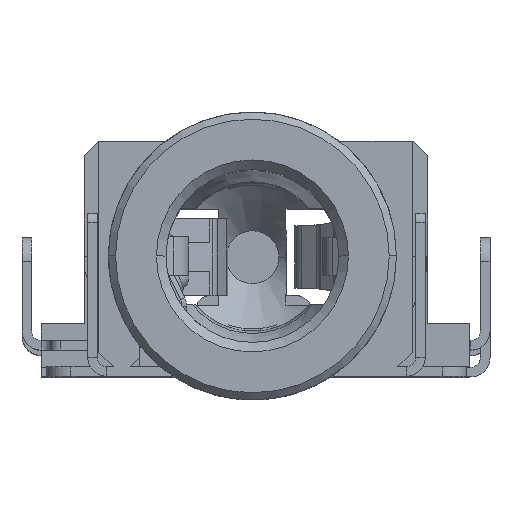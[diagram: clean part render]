
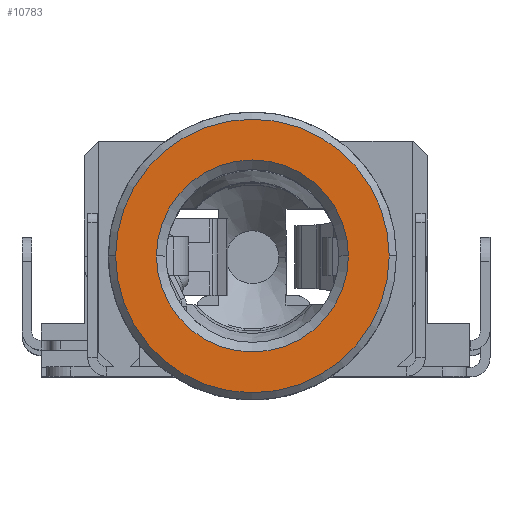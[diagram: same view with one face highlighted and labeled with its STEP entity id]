
A CAD part, top view. The second image highlights one B-rep face of the part: STEP entity #10783.
In plain terms, the highlighted planar face has unit normal (0, 0, 1).
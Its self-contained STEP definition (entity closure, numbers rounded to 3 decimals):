
#2354=CARTESIAN_POINT('',(0.,0.,1.5));
#2355=DIRECTION('',(0.,0.,-1.));
#2356=DIRECTION('',(-1.,0.,0.));
#2357=AXIS2_PLACEMENT_3D('',#2354,#2355,#2356);
#2359=CARTESIAN_POINT('',(0.,0.,1.5));
#2360=DIRECTION('',(0.,0.,-1.));
#2361=DIRECTION('',(0.,1.,0.));
#2362=AXIS2_PLACEMENT_3D('',#2359,#2360,#2361);
#2364=CARTESIAN_POINT('',(0.,0.,1.5));
#2365=DIRECTION('',(0.,0.,-1.));
#2366=DIRECTION('',(1.,0.,0.));
#2367=AXIS2_PLACEMENT_3D('',#2364,#2365,#2366);
#2369=CARTESIAN_POINT('',(0.,0.,1.5));
#2370=DIRECTION('',(0.,0.,-1.));
#2371=DIRECTION('',(0.,-1.,0.));
#2372=AXIS2_PLACEMENT_3D('',#2369,#2370,#2371);
#2374=CARTESIAN_POINT('',(0.,0.,1.5));
#2375=DIRECTION('',(0.,0.,1.));
#2376=DIRECTION('',(-1.,0.,0.));
#2377=AXIS2_PLACEMENT_3D('',#2374,#2375,#2376);
#2379=CARTESIAN_POINT('',(0.,0.,1.5));
#2380=DIRECTION('',(0.,0.,1.));
#2381=DIRECTION('',(0.,-1.,0.));
#2382=AXIS2_PLACEMENT_3D('',#2379,#2380,#2381);
#2384=CARTESIAN_POINT('',(0.,0.,1.5));
#2385=DIRECTION('',(0.,0.,1.));
#2386=DIRECTION('',(1.,0.,0.));
#2387=AXIS2_PLACEMENT_3D('',#2384,#2385,#2386);
#2389=CARTESIAN_POINT('',(0.,0.,1.5));
#2390=DIRECTION('',(0.,0.,1.));
#2391=DIRECTION('',(0.,1.,0.));
#2392=AXIS2_PLACEMENT_3D('',#2389,#2390,#2391);
#7246=CARTESIAN_POINT('',(2.,0.,1.5));
#7247=CARTESIAN_POINT('',(0.,2.,1.5));
#7248=VERTEX_POINT('',#7246);
#7249=VERTEX_POINT('',#7247);
#7250=CARTESIAN_POINT('',(-2.,0.,1.5));
#7251=VERTEX_POINT('',#7250);
#7252=CARTESIAN_POINT('',(-2.85,0.,
1.5));
#7253=CARTESIAN_POINT('',(0.,2.85,1.5));
#7254=VERTEX_POINT('',#7252);
#7255=VERTEX_POINT('',#7253);
#7256=CARTESIAN_POINT('',(2.85,0.,1.5));
#7257=VERTEX_POINT('',#7256);
#7258=CARTESIAN_POINT('',(0.,-2.85,1.5));
#7259=VERTEX_POINT('',#7258);
#7260=CARTESIAN_POINT('',(0.,-2.,1.5));
#7261=VERTEX_POINT('',#7260);
#10760=CARTESIAN_POINT('',(0.,0.001,1.5));
#10761=DIRECTION('',(0.,0.,1.));
#10762=DIRECTION('',(-1.,0.,0.));
#10763=AXIS2_PLACEMENT_3D('',#10760,#10761,#10762);
#10764=PLANE('',#10763);
#10766=ORIENTED_EDGE('',*,*,#10765,.T.);
#10768=ORIENTED_EDGE('',*,*,#10767,.T.);
#10770=ORIENTED_EDGE('',*,*,#10769,.T.);
#10772=ORIENTED_EDGE('',*,*,#10771,.T.);
#10773=EDGE_LOOP('',(#10766,#10768,#10770,#10772));
#10774=FACE_OUTER_BOUND('',#10773,.F.);
#10776=ORIENTED_EDGE('',*,*,#10775,.T.);
#10778=ORIENTED_EDGE('',*,*,#10777,.T.);
#10779=ORIENTED_EDGE('',*,*,#10749,.T.);
#10780=ORIENTED_EDGE('',*,*,#10747,.T.);
#10781=EDGE_LOOP('',(#10776,#10778,#10779,#10780));
#10782=FACE_BOUND('',#10781,.F.);
#10783=ADVANCED_FACE('',(#10774,#10782),#10764,.T.);
#2358=CIRCLE('',#2357,2.85);
#2363=CIRCLE('',#2362,2.85);
#2368=CIRCLE('',#2367,2.85);
#2373=CIRCLE('',#2372,2.85);
#2378=CIRCLE('',#2377,2.);
#2383=CIRCLE('',#2382,2.);
#2388=CIRCLE('',#2387,2.);
#2393=CIRCLE('',#2392,2.);
#10747=EDGE_CURVE('',#7249,#7251,#2393,.T.);
#10749=EDGE_CURVE('',#7248,#7249,#2388,.T.);
#10765=EDGE_CURVE('',#7254,#7255,#2358,.T.);
#10767=EDGE_CURVE('',#7255,#7257,#2363,.T.);
#10769=EDGE_CURVE('',#7257,#7259,#2368,.T.);
#10771=EDGE_CURVE('',#7259,#7254,#2373,.T.);
#10775=EDGE_CURVE('',#7251,#7261,#2378,.T.);
#10777=EDGE_CURVE('',#7261,#7248,#2383,.T.);
